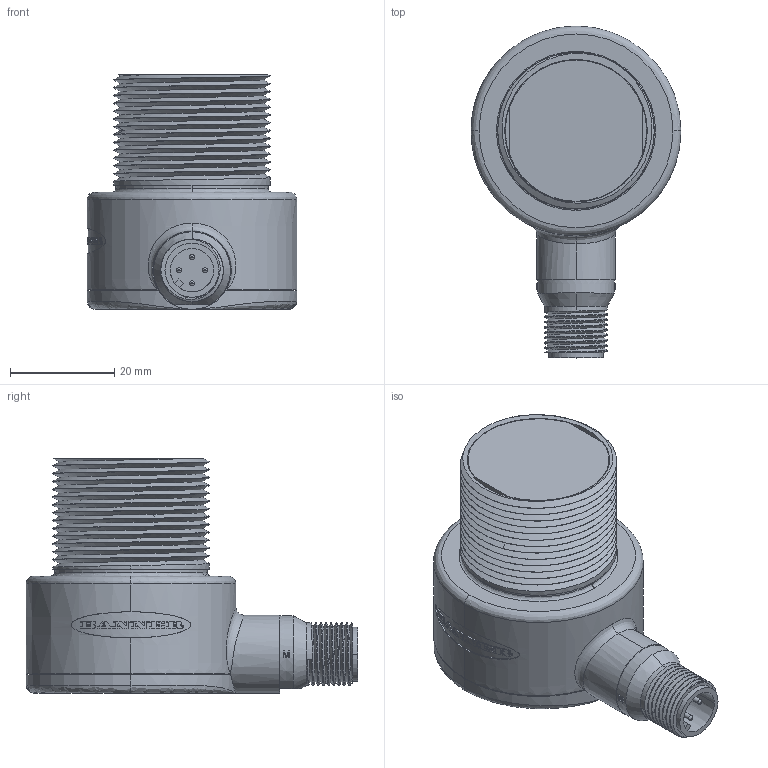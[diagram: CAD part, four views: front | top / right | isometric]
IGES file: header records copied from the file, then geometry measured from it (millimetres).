
Start section:  PTC IGES file: 155327.igs
Global section: file name: 155327.igs; native system: Pro/ENGINEER by Parametric Technology Corporation; preprocessor: 2009141; author: banengservice; organization: Unknown; date: 20101222.125944; units: inch
Bounding box: 40.18 x 63.56 x 45 mm (x, y, z)
Volume: 12029.6 mm3; surface area: 22262.4 mm2
Topology: 3 solids, 4 shells, 660 faces, 1734 edges, 1129 vertices
Faces by surface type: revolution 367, bspline 291, extrusion 2
